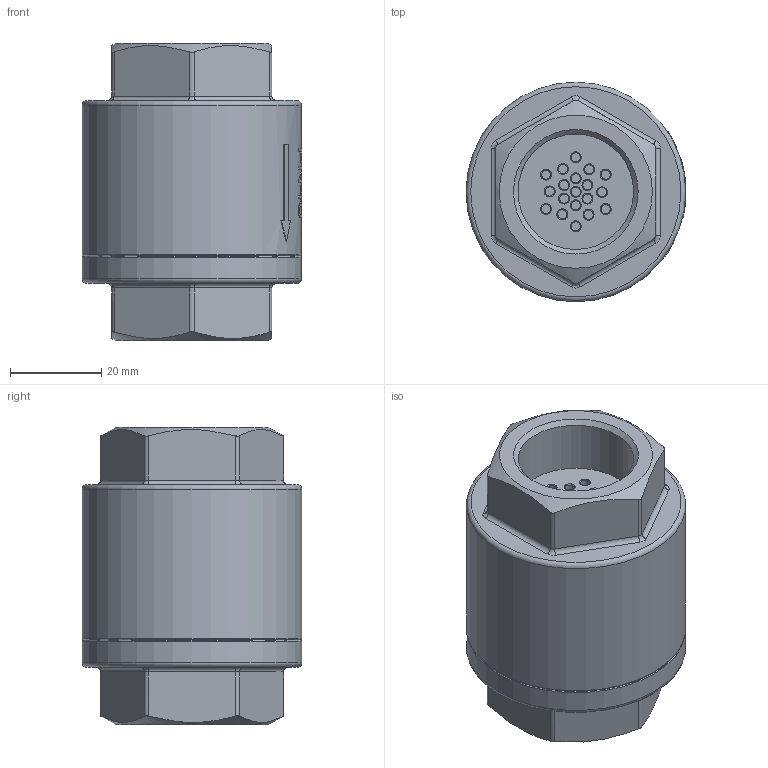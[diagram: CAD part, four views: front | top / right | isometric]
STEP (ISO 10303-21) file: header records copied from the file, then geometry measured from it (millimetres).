
FILE_DESCRIPTION(/* description */ (''),/* implementation_level */ '2;1');
FILE_NAME(/* name */ 'DN20_3D_STEP.stp',/* time_stamp */ '2025-12-14T18:11:43+03:00',/* author */ ('igorr'),/* organization */ (''),/* preprocessor_version */ 'ST-DEVELOPER v20',/* originating_system */ 'Autodesk Inventor 2025',/* authorisation */ '');
FILE_SCHEMA (('AUTOMOTIVE_DESIGN { 1 0 10303 214 3 1 1 }'));
Length unit declared in the file: millimetre
Products named in the file (1): Деталь1
Bounding box: 48.09 x 48 x 65 mm (x, y, z)
Volume: 85620.3 mm3; surface area: 16640.1 mm2
Topology: 1 solids, 1 shells, 322 faces, 791 edges, 518 vertices
Faces by surface type: plane 138, bspline 74, cylinder 70, torus 35, cone 5
Full cylindrical faces by diameter (mm): 2 x19, 3 x1, 25.279 x2, 33.514 x1, 48 x2
Entity records: 11677 total; most frequent: CARTESIAN_POINT 3982, ORIENTED_EDGE 1582, DIRECTION 1390, EDGE_CURVE 791, AXIS2_PLACEMENT_3D 524, VERTEX_POINT 518, EDGE_LOOP 369, LINE 342
